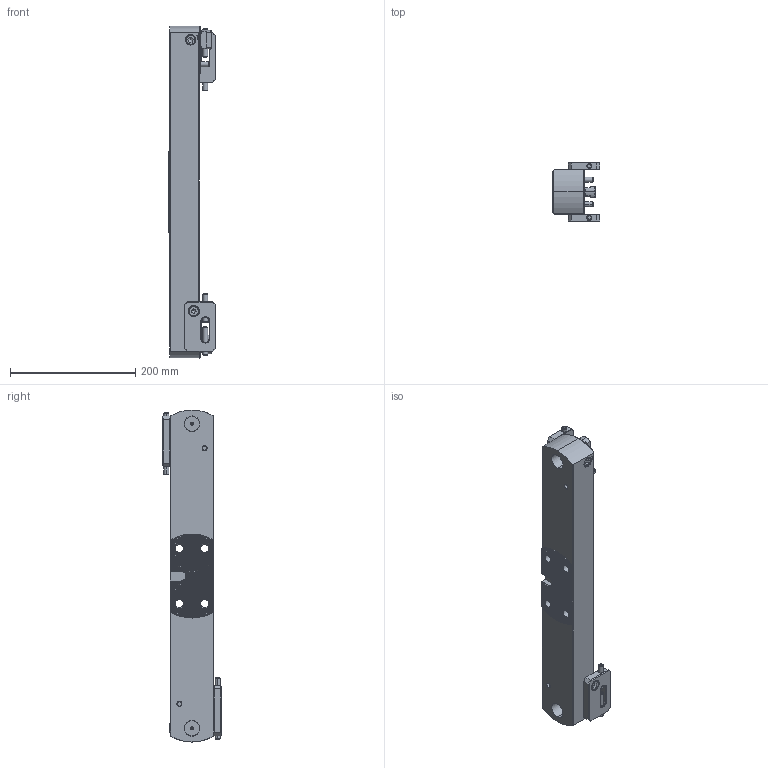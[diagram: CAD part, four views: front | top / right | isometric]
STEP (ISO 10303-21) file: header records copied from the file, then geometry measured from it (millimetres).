
FILE_DESCRIPTION (( 'STEP AP203' ), '1' );
FILE_NAME ('E60.130.530.050.STEP', '2018-03-09T07:07:24', ( 'SWIAdmin' ), ( 'Hewlett-Packard Company' ), 'SwSTEP 2.0', 'SolidWorks 2017', '' );
FILE_SCHEMA (( 'CONFIG_CONTROL_DESIGN' ));
Length unit declared in the file: millimetre
Products named in the file (14): VK1-ER2.201.010_A_vorgespannt; DIN 7984 - M10 x 16; VK1-ER7.001.012_B; ISO 4766 - M6x12_ISO 4766 - M6 x 10; ISO 8734 - 6 x 12; VK1-ER7.001.012_mit langer Schraube; ISO 4026 - M8 x 45; VK1-ER3.001.028_A; Ko1-VK1.530.050_E; E60.130.530.050; VK1-ER1.001.030_A; VK1-ER2.001.044_A; VK1-ER2.101.010_A; VK1-ER2.201.010_A_gespannt
Assembly tree (21 placements, depth 3):
  E60.130.530.050
    Ko1-VK1.530.050_E
    VK1-ER1.001.030_A  x2
    VK1-ER2.001.044_A  x2
    VK1-ER2.101.010_A  x2
    VK1-ER2.201.010_A_gespannt
    VK1-ER2.201.010_A_vorgespannt
    VK1-ER7.001.012_mit langer Schraube  x2
      VK1-ER7.001.012_B
      ISO 8734 - 6 x 12
      ISO 4026 - M8 x 45
      DIN 7984 - M10 x 16
      ISO 4766 - M6x12_ISO 4766 - M6 x 10
    VK1-ER3.001.028_A  x2
Bounding box: 75.58 x 94 x 529.85 mm (x, y, z)
Volume: 1773058.8 mm3; surface area: 214241 mm2
Topology: 27 solids, 27 shells, 1575 faces, 4271 edges, 2748 vertices
Faces by surface type: plane 874, cylinder 402, cone 189, bspline 82, torus 20, sphere 8
Entity records: 55403 total; most frequent: CARTESIAN_POINT 22967, ORIENTED_EDGE 7194, DIRECTION 5311, EDGE_CURVE 3597, VERTEX_POINT 2355, AXIS2_PLACEMENT_3D 1797, LINE 1717, VECTOR 1717
